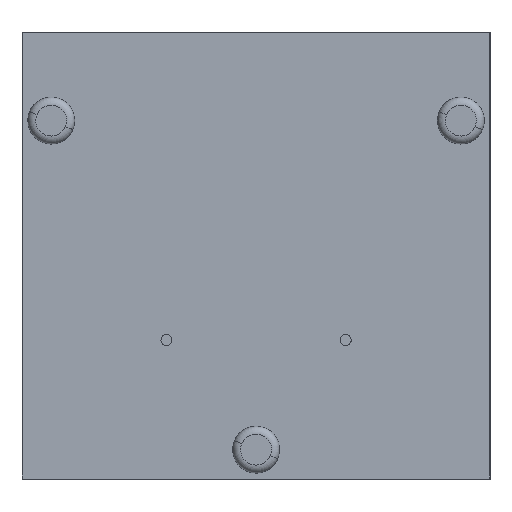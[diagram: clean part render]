
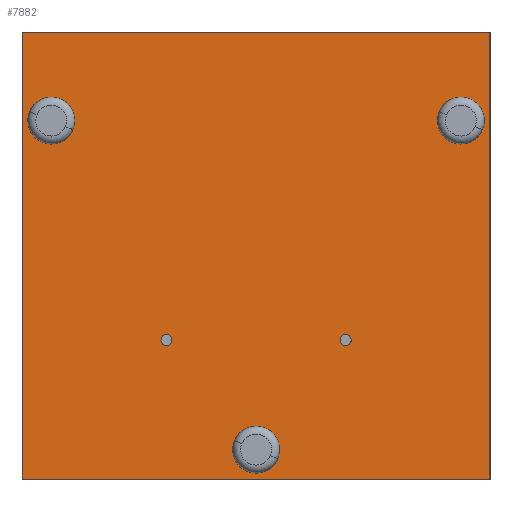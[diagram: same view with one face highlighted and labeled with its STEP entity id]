
A CAD part, top view. The second image highlights one B-rep face of the part: STEP entity #7882.
In plain terms, the highlighted planar face has unit normal (0, 0, 1).
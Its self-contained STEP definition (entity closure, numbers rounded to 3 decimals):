
#7573 = VERTEX_POINT('',#7574);
#7574 = CARTESIAN_POINT('',(0.,0.,1.594));
#7580 = EDGE_CURVE('',#7573,#7581,#7583,.T.);
#7581 = VERTEX_POINT('',#7582);
#7582 = CARTESIAN_POINT('',(64.,0.,1.594));
#7583 = LINE('',#7584,#7585);
#7584 = CARTESIAN_POINT('',(0.,0.,1.594));
#7585 = VECTOR('',#7586,1.);
#7586 = DIRECTION('',(1.,0.,0.));
#7611 = EDGE_CURVE('',#7581,#7612,#7614,.T.);
#7612 = VERTEX_POINT('',#7613);
#7613 = CARTESIAN_POINT('',(64.,61.,1.594));
#7614 = LINE('',#7615,#7616);
#7615 = CARTESIAN_POINT('',(64.,0.,1.594));
#7616 = VECTOR('',#7617,1.);
#7617 = DIRECTION('',(0.,1.,0.));
#7642 = EDGE_CURVE('',#7612,#7643,#7645,.T.);
#7643 = VERTEX_POINT('',#7644);
#7644 = CARTESIAN_POINT('',(0.,61.,1.594));
#7645 = LINE('',#7646,#7647);
#7646 = CARTESIAN_POINT('',(64.,61.,1.594));
#7647 = VECTOR('',#7648,1.);
#7648 = DIRECTION('',(-1.,0.,0.));
#7673 = EDGE_CURVE('',#7643,#7573,#7674,.T.);
#7674 = LINE('',#7675,#7676);
#7675 = CARTESIAN_POINT('',(0.,61.,1.594));
#7676 = VECTOR('',#7677,1.);
#7677 = DIRECTION('',(0.,-1.,0.));
#7704 = VERTEX_POINT('',#7705);
#7705 = CARTESIAN_POINT('',(20.506,19.,1.594));
#7711 = EDGE_CURVE('',#7704,#7704,#7712,.T.);
#7712 = CIRCLE('',#7713,0.75);
#7713 = AXIS2_PLACEMENT_3D('',#7714,#7715,#7716);
#7714 = CARTESIAN_POINT('',(19.756,19.,1.594));
#7715 = DIRECTION('',(0.,0.,1.));
#7716 = DIRECTION('',(1.,0.,0.));
#7737 = VERTEX_POINT('',#7738);
#7738 = CARTESIAN_POINT('',(5.83,49.,1.594));
#7744 = EDGE_CURVE('',#7737,#7737,#7745,.T.);
#7745 = CIRCLE('',#7746,1.83);
#7746 = AXIS2_PLACEMENT_3D('',#7747,#7748,#7749);
#7747 = CARTESIAN_POINT('',(4.,49.,1.594));
#7748 = DIRECTION('',(0.,0.,1.));
#7749 = DIRECTION('',(1.,0.,0.));
#7770 = VERTEX_POINT('',#7771);
#7771 = CARTESIAN_POINT('',(33.83,4.,1.594));
#7777 = EDGE_CURVE('',#7770,#7770,#7778,.T.);
#7778 = CIRCLE('',#7779,1.83);
#7779 = AXIS2_PLACEMENT_3D('',#7780,#7781,#7782);
#7780 = CARTESIAN_POINT('',(32.,4.,1.594));
#7781 = DIRECTION('',(0.,0.,1.));
#7782 = DIRECTION('',(1.,0.,0.));
#7803 = VERTEX_POINT('',#7804);
#7804 = CARTESIAN_POINT('',(45.006,19.,1.594));
#7810 = EDGE_CURVE('',#7803,#7803,#7811,.T.);
#7811 = CIRCLE('',#7812,0.75);
#7812 = AXIS2_PLACEMENT_3D('',#7813,#7814,#7815);
#7813 = CARTESIAN_POINT('',(44.256,19.,1.594));
#7814 = DIRECTION('',(0.,0.,1.));
#7815 = DIRECTION('',(1.,0.,0.));
#7836 = VERTEX_POINT('',#7837);
#7837 = CARTESIAN_POINT('',(61.83,49.,1.594));
#7843 = EDGE_CURVE('',#7836,#7836,#7844,.T.);
#7844 = CIRCLE('',#7845,1.83);
#7845 = AXIS2_PLACEMENT_3D('',#7846,#7847,#7848);
#7846 = CARTESIAN_POINT('',(60.,49.,1.594));
#7847 = DIRECTION('',(0.,0.,1.));
#7848 = DIRECTION('',(1.,0.,0.));
#7882 = ADVANCED_FACE('',(#7883,#7889,#7892,#7895,#7898,#7901),#7904,.F.
  );
#7883 = FACE_BOUND('',#7884,.T.);
#7884 = EDGE_LOOP('',(#7885,#7886,#7887,#7888));
#7885 = ORIENTED_EDGE('',*,*,#7580,.T.);
#7886 = ORIENTED_EDGE('',*,*,#7611,.T.);
#7887 = ORIENTED_EDGE('',*,*,#7642,.T.);
#7888 = ORIENTED_EDGE('',*,*,#7673,.T.);
#7889 = FACE_BOUND('',#7890,.F.);
#7890 = EDGE_LOOP('',(#7891));
#7891 = ORIENTED_EDGE('',*,*,#7711,.T.);
#7892 = FACE_BOUND('',#7893,.F.);
#7893 = EDGE_LOOP('',(#7894));
#7894 = ORIENTED_EDGE('',*,*,#7744,.T.);
#7895 = FACE_BOUND('',#7896,.F.);
#7896 = EDGE_LOOP('',(#7897));
#7897 = ORIENTED_EDGE('',*,*,#7777,.T.);
#7898 = FACE_BOUND('',#7899,.F.);
#7899 = EDGE_LOOP('',(#7900));
#7900 = ORIENTED_EDGE('',*,*,#7810,.T.);
#7901 = FACE_BOUND('',#7902,.F.);
#7902 = EDGE_LOOP('',(#7903));
#7903 = ORIENTED_EDGE('',*,*,#7843,.T.);
#7904 = PLANE('',#7905);
#7905 = AXIS2_PLACEMENT_3D('',#7906,#7907,#7908);
#7906 = CARTESIAN_POINT('',(0.,0.,1.594));
#7907 = DIRECTION('',(0.,0.,-1.));
#7908 = DIRECTION('',(-1.,0.,0.));
